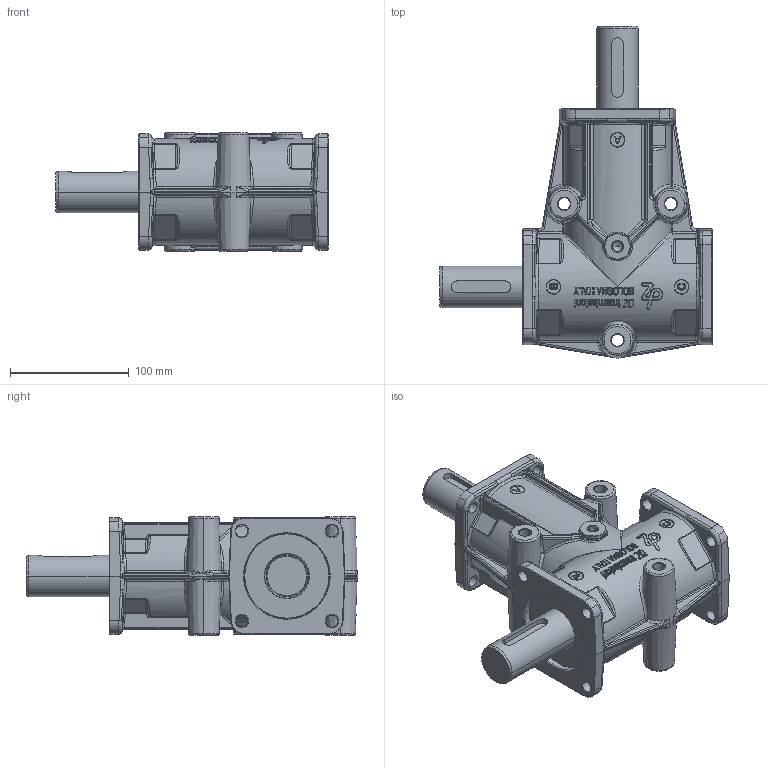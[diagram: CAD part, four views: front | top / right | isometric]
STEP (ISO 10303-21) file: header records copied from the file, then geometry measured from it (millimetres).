
FILE_DESCRIPTION(('STEP AP214'),'1');
FILE_NAME('dz_52s_-_3fab_-.stp','2017-07-06T22:09:57',('TraceParts'),('TraceParts S.A.'),'Spatial InterOp 3D',' ',' ');
FILE_SCHEMA(('automotive_design'));
Length unit declared in the file: millimetre
Products named in the file (1): dz_52s_-_3fab_-
Bounding box: 230 x 279.98 x 100 mm (x, y, z)
Volume: 2030010.6 mm3; surface area: 167018.1 mm2
Topology: 1 solids, 1 shells, 3503 faces, 8750 edges, 5093 vertices
Faces by surface type: bspline 1518, cylinder 1292, plane 389, cone 110, torus 103, sphere 91
Entity records: 237639 total; most frequent: CARTESIAN_POINT 134339, ORIENTED_EDGE 17052, DIRECTION 14069, EDGE_CURVE 8526, AXIS2_PLACEMENT_3D 5909, VERTEX_POINT 5094, EDGE_LOOP 3602, CIRCLE 3529
